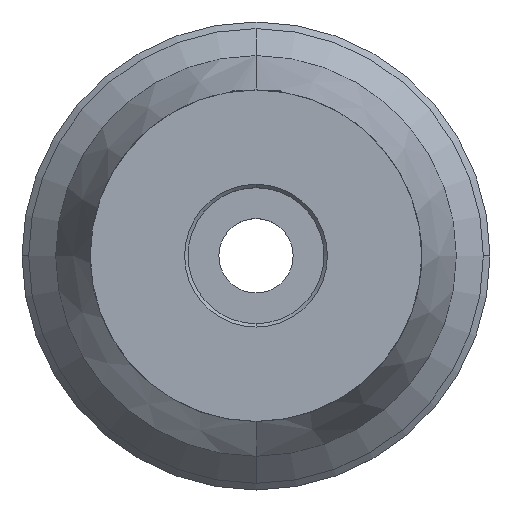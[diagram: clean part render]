
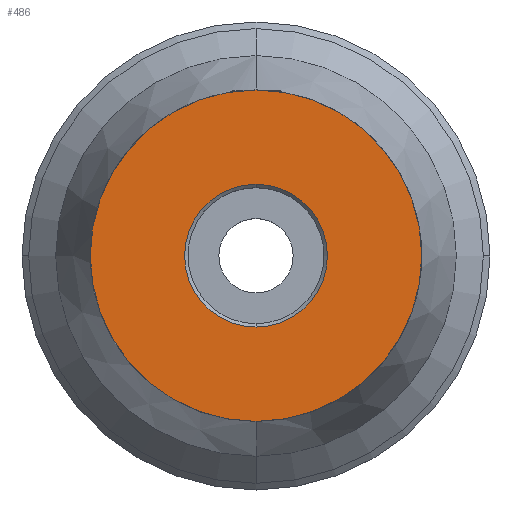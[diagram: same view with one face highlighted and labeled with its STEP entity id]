
A CAD part, top view. The second image highlights one B-rep face of the part: STEP entity #486.
In plain terms, the highlighted planar face has unit normal (0, 0, 1).
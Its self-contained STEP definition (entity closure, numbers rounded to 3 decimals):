
#314=EDGE_CURVE('',#792,#826,#877,.T.);
#408=VERTEX_POINT('',#982);
#420=EDGE_CURVE('',#826,#792,#994,.T.);
#486=ADVANCED_FACE('',(#1068,#1069),#1070,.T.);
#660=EDGE_CURVE('',#722,#408,#1267,.T.);
#722=VERTEX_POINT('',#1339);
#772=EDGE_CURVE('',#408,#722,#1393,.T.);
#792=VERTEX_POINT('',#1414);
#826=VERTEX_POINT('',#1450);
#877=CIRCLE('',#1497,39.0);
#982=CARTESIAN_POINT('',(0.0,16.8,0.0));
#994=CIRCLE('',#1736,39.0);
#1068=FACE_BOUND('',#1853,.T.);
#1069=FACE_OUTER_BOUND('',#1854,.T.);
#1070=PLANE('',#1855);
#1267=CIRCLE('',#2195,16.8);
#1339=CARTESIAN_POINT('',(0.,-16.8,0.0));
#1393=CIRCLE('',#2415,16.8);
#1414=CARTESIAN_POINT('',(0.0,39.0,0.0));
#1450=CARTESIAN_POINT('',(0.,-39.0,0.0));
#1497=AXIS2_PLACEMENT_3D('',#2705,#2706,#2707);
#1736=AXIS2_PLACEMENT_3D('',#2851,#2852,#2853);
#1853=EDGE_LOOP('',(#2958,#2959));
#1854=EDGE_LOOP('',(#2960,#2961));
#1855=AXIS2_PLACEMENT_3D('',#2962,#2963,#2964);
#2195=AXIS2_PLACEMENT_3D('',#3199,#3200,#3201);
#2415=AXIS2_PLACEMENT_3D('',#3349,#3350,#3351);
#2705=CARTESIAN_POINT('',(0.0,0.0,0.0));
#2706=DIRECTION('',(0.0,0.0,-1.0));
#2707=DIRECTION('',(0.0,1.0,0.0));
#2851=CARTESIAN_POINT('',(0.0,0.0,0.0));
#2852=DIRECTION('',(0.0,0.0,-1.0));
#2853=DIRECTION('',(0.0,1.0,0.0));
#2958=ORIENTED_EDGE('',*,*,#772,.T.);
#2959=ORIENTED_EDGE('',*,*,#660,.T.);
#2960=ORIENTED_EDGE('',*,*,#314,.F.);
#2961=ORIENTED_EDGE('',*,*,#420,.F.);
#2962=CARTESIAN_POINT('',(0.0,19.5,0.0));
#2963=DIRECTION('',(-0.0,0.0,1.0));
#2964=DIRECTION('',(0.0,-1.0,0.0));
#3199=CARTESIAN_POINT('',(0.0,0.0,0.0));
#3200=DIRECTION('',(-0.0,0.0,-1.0));
#3201=DIRECTION('',(0.0,1.0,0.0));
#3349=CARTESIAN_POINT('',(0.0,0.0,0.0));
#3350=DIRECTION('',(-0.0,0.0,-1.0));
#3351=DIRECTION('',(0.0,1.0,0.0));
